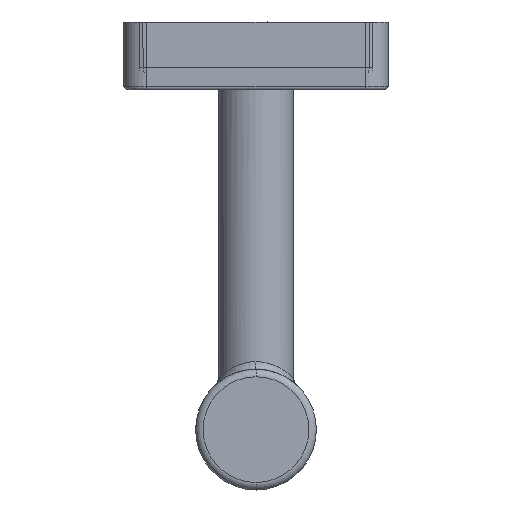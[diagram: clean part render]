
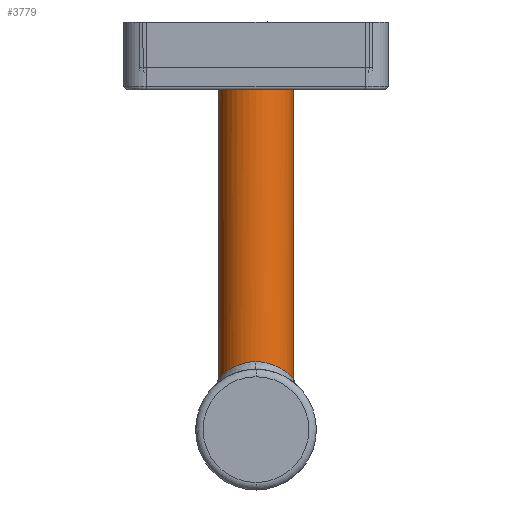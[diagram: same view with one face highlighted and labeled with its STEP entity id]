
A CAD part, front view. The second image highlights one B-rep face of the part: STEP entity #3779.
In plain terms, the highlighted cylindrical face has radius 5 mm (diameter 10 mm), a partial arc.
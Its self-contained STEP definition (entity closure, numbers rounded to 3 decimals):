
#2846=CARTESIAN_POINT('',(6.,0.,0.));
#2847=DIRECTION('',(0.,1.,0.));
#2848=DIRECTION('',(0.,0.,1.));
#2849=AXIS2_PLACEMENT_3D('',#2846,#2847,#2848);
#2937=DIRECTION('',(0.,1.,0.));
#2938=VECTOR('',#2937,38.292);
#2939=CARTESIAN_POINT('',(6.,0.,-5.));
#2940=LINE('',#2939,#2938);
#2941=CARTESIAN_POINT('',(6.,38.292,5.));
#2942=CARTESIAN_POINT('',(6.229,38.292,5.));
#2943=CARTESIAN_POINT('',(6.665,38.259,4.969));
#2944=CARTESIAN_POINT('',(7.264,38.132,4.848));
#2945=CARTESIAN_POINT('',(7.75,37.977,4.692));
#2946=CARTESIAN_POINT('',(8.211,37.793,4.495));
#2947=CARTESIAN_POINT('',(8.682,37.565,4.231));
#2948=CARTESIAN_POINT('',(9.11,37.328,3.927));
#2949=CARTESIAN_POINT('',(9.496,37.091,3.586));
#2950=CARTESIAN_POINT('',(9.839,36.864,3.217));
#2951=CARTESIAN_POINT('',(10.165,36.637,2.787));
#2952=CARTESIAN_POINT('',(10.487,36.4,2.243));
#2953=CARTESIAN_POINT('',(10.778,36.176,1.543));
#2954=CARTESIAN_POINT('',(10.962,36.031,0.767));
#2955=CARTESIAN_POINT('',(11.,36.,0.255));
#2956=CARTESIAN_POINT('',(11.,36.,
0.));
#2958=CARTESIAN_POINT('',(11.,36.,
0.));
#2959=CARTESIAN_POINT('',(11.,36.,
-0.255));
#2960=CARTESIAN_POINT('',(10.962,36.031,
-0.766));
#2961=CARTESIAN_POINT('',(10.778,36.176,-1.542));
#2962=CARTESIAN_POINT('',(10.488,36.399,-2.24));
#2963=CARTESIAN_POINT('',(10.166,36.636,-2.785));
#2964=CARTESIAN_POINT('',(9.841,36.863,-3.214));
#2965=CARTESIAN_POINT('',(9.499,37.089,-3.583));
#2966=CARTESIAN_POINT('',(9.113,37.326,-3.925));
#2967=CARTESIAN_POINT('',(8.685,37.564,-4.229));
#2968=CARTESIAN_POINT('',(8.217,37.79,-4.492));
#2969=CARTESIAN_POINT('',(7.752,37.976,-4.691));
#2970=CARTESIAN_POINT('',(7.27,38.131,-4.847));
#2971=CARTESIAN_POINT('',(6.668,38.258,-4.969));
#2972=CARTESIAN_POINT('',(6.23,38.292,-5.));
#2973=CARTESIAN_POINT('',(6.,38.292,-5.));
#2975=DIRECTION('',(0.,1.,0.));
#2976=VECTOR('',#2975,38.292);
#2977=CARTESIAN_POINT('',(6.,0.,5.));
#2978=LINE('',#2977,#2976);
#3489=CARTESIAN_POINT('',(6.,0.,5.));
#3490=VERTEX_POINT('',#3489);
#3491=CARTESIAN_POINT('',(6.,0.,-5.));
#3492=VERTEX_POINT('',#3491);
#3505=VERTEX_POINT('',#2941);
#3506=VERTEX_POINT('',#2956);
#3508=VERTEX_POINT('',#2973);
#3764=CARTESIAN_POINT('',(6.,0.,0.));
#3765=DIRECTION('',(0.,1.,0.));
#3766=DIRECTION('',(1.,0.,0.));
#3767=AXIS2_PLACEMENT_3D('',#3764,#3765,#3766);
#3768=CYLINDRICAL_SURFACE('',#3767,5.);
#3770=ORIENTED_EDGE('',*,*,#3769,.T.);
#3772=ORIENTED_EDGE('',*,*,#3771,.T.);
#3773=ORIENTED_EDGE('',*,*,#3759,.F.);
#3774=ORIENTED_EDGE('',*,*,#3619,.F.);
#3776=ORIENTED_EDGE('',*,*,#3775,.T.);
#3777=EDGE_LOOP('',(#3770,#3772,#3773,#3774,#3776));
#3778=FACE_OUTER_BOUND('',#3777,.F.);
#2850=CIRCLE('',#2849,5.);
#2957=B_SPLINE_CURVE_WITH_KNOTS('',3,(#2941,#2942,#2943,#2944,#2945,#2946,#2947,
#2948,#2949,#2950,#2951,#2952,#2953,#2954,#2955,#2956),.UNSPECIFIED.,.F.,.F.,(4,
1,1,1,1,1,1,1,1,1,1,1,1,4),(0.,0.077,0.154,
0.231,0.308,0.385,0.462,
0.538,0.615,0.692,0.769,
0.846,0.923,1.),.UNSPECIFIED.);
#2974=B_SPLINE_CURVE_WITH_KNOTS('',3,(#2958,#2959,#2960,#2961,#2962,#2963,#2964,
#2965,#2966,#2967,#2968,#2969,#2970,#2971,#2972,#2973),.UNSPECIFIED.,.F.,.F.,(4,
1,1,1,1,1,1,1,1,1,1,1,1,4),(0.,0.077,0.154,
0.231,0.308,0.385,0.462,
0.538,0.615,0.692,0.769,
0.846,0.923,1.),.UNSPECIFIED.);
#3619=EDGE_CURVE('',#3490,#3492,#2850,.T.);
#3759=EDGE_CURVE('',#3492,#3508,#2940,.T.);
#3769=EDGE_CURVE('',#3505,#3506,#2957,.T.);
#3771=EDGE_CURVE('',#3506,#3508,#2974,.T.);
#3775=EDGE_CURVE('',#3490,#3505,#2978,.T.);
#3779=ADVANCED_FACE('',(#3778),#3768,.T.);
